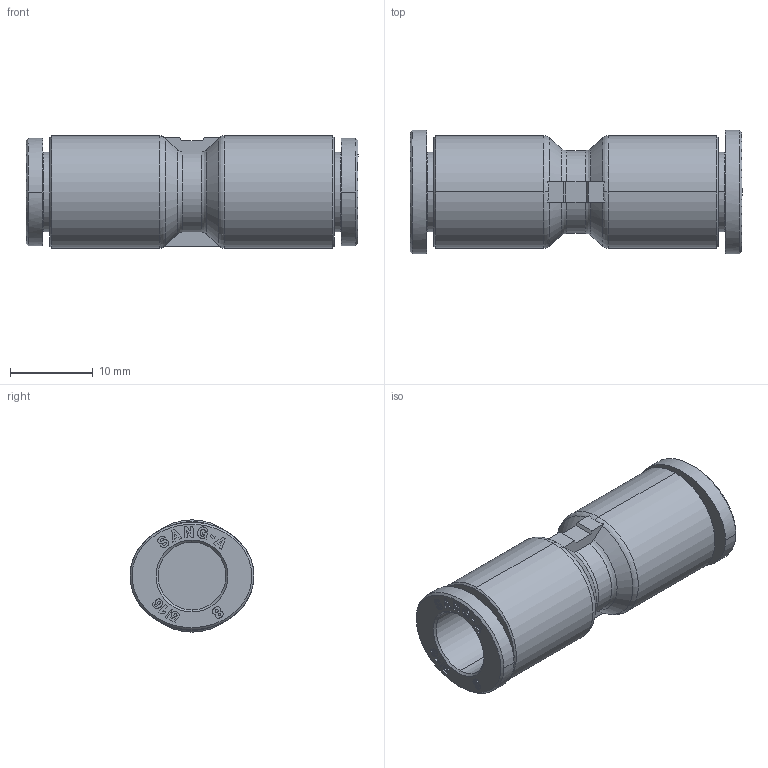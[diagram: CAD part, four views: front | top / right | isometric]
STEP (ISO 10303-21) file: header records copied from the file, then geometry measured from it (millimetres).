
FILE_DESCRIPTION((''),'2;1');
FILE_NAME('GPUC 08(3D).stp','2012-12-27T14:41:18',(''),(''),'Mechanical Desktop.R8.0.24.0','Mechanical Desktop.R8.0.24.0',', , ');
FILE_SCHEMA(('CONFIG_CONTROL_DESIGN'));
Length unit declared in the file: millimetre
Products named in the file (2): GPUC 08(3D); ºÎÇ°1
Assembly tree (1 placements, depth 2):
  GPUC 08(3D)
    ºÎÇ°1
Bounding box: 40.2 x 15 x 13.6 mm (x, y, z)
Volume: 3547.1 mm3; surface area: 3237.8 mm2
Topology: 1 solids, 1 shells, 798 faces, 2260 edges, 1502 vertices
Faces by surface type: plane 684, bspline 62, cylinder 32, cone 16, torus 4
Entity records: 27069 total; most frequent: CARTESIAN_POINT 6370, ORIENTED_EDGE 4520, DIRECTION 3892, EDGE_CURVE 2260, VECTOR 2020, LINE 2020, VERTEX_POINT 1502, AXIS2_PLACEMENT_3D 936
